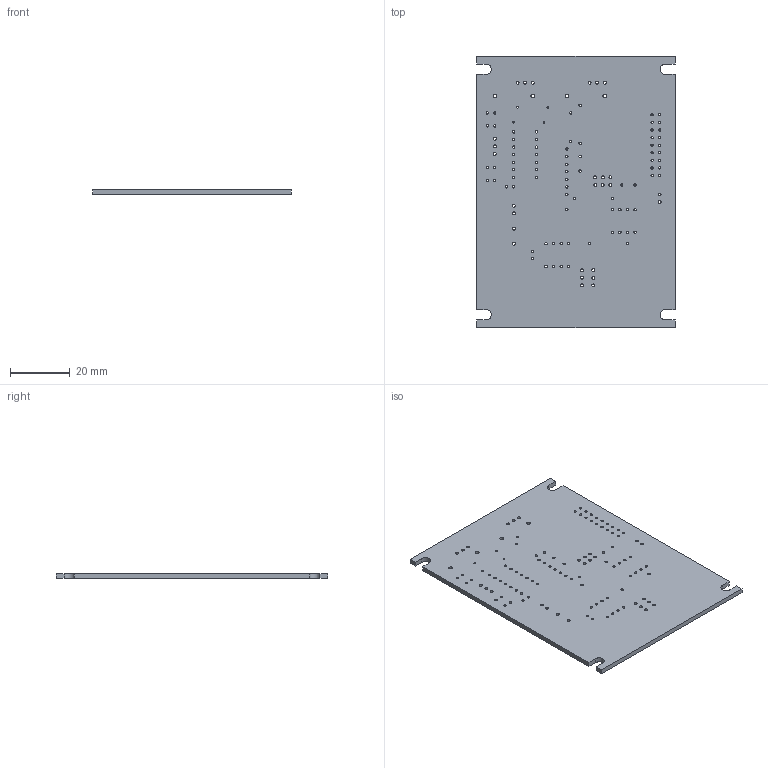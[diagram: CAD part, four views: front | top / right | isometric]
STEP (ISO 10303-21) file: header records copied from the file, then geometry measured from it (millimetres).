
FILE_DESCRIPTION(('KiCad electronic assembly'),'2;1');
FILE_NAME('DMX2SGM.step','2019-11-24T14:07:47',('An Author'),( 'A Company'),'Open CASCADE STEP processor 6.9', 'KiCad to STEP converter','Unknown');
FILE_SCHEMA(('AUTOMOTIVE_DESIGN { 1 0 10303 214 1 1 1 1 }'));
Length unit declared in the file: millimetre
Products named in the file (2): Open CASCADE STEP translator 6.9 1; COMPOUND
Assembly tree (1 placements, depth 2):
  Open CASCADE STEP translator 6.9 1
    COMPOUND
Bounding box: 66.45 x 90.85 x 1.6 mm (x, y, z)
Volume: 9451.8 mm3; surface area: 12860.7 mm2
Topology: 1 solids, 1 shells, 137 faces, 405 edges, 270 vertices
Faces by surface type: cylinder 119, plane 18
Full cylindrical faces by diameter (mm): 0.6 x4, 0.762 x18, 0.8 x62, 0.9 x2, 1 x25, 1.2 x4
Entity records: 11203 total; most frequent: CARTESIAN_POINT 3052, DIRECTION 1493, ORIENTED_EDGE 810, PCURVE 810, DEFINITIONAL_REPRESENTATION 810, LINE 739, VECTOR 739, EDGE_CURVE 405
